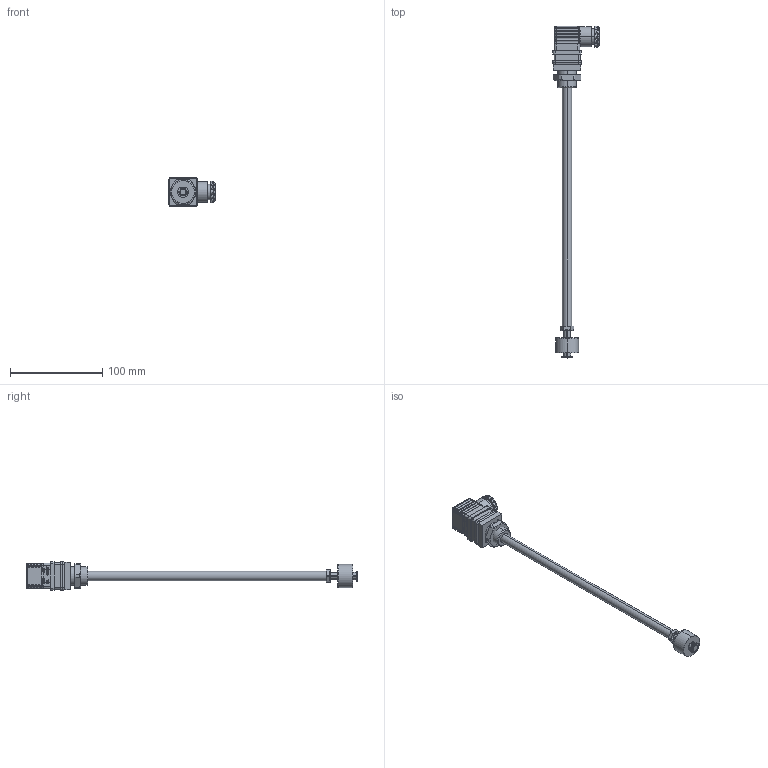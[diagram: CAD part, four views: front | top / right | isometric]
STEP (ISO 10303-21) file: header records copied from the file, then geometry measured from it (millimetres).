
FILE_DESCRIPTION (( 'STEP AP214' ), '1' );
FILE_NAME ('P68.STEP', '2020-02-03T12:56:56', ( '' ), ( '' ), 'SwSTEP 2.0', 'SolidWorks 2019', '' );
FILE_SCHEMA (( 'AUTOMOTIVE_DESIGN' ));
Length unit declared in the file: millimetre
Products named in the file (1): P68
Bounding box: 50.25 x 358.95 x 31 mm (x, y, z)
Surface area: 26470.7 mm2 (no closed solid volume)
Topology: 0 solids, 29 shells, 456 faces, 1684 edges, 1206 vertices
Faces by surface type: cylinder 195, plane 130, torus 54, bspline 52, sphere 14, cone 11
Entity records: 27469 total; most frequent: CARTESIAN_POINT 9381, DIRECTION 2576, ORIENTED_EDGE 2500, EDGE_CURVE 1674, VERTEX_POINT 1204, AXIS2_PLACEMENT_3D 963, VECTOR 650, LINE 650
